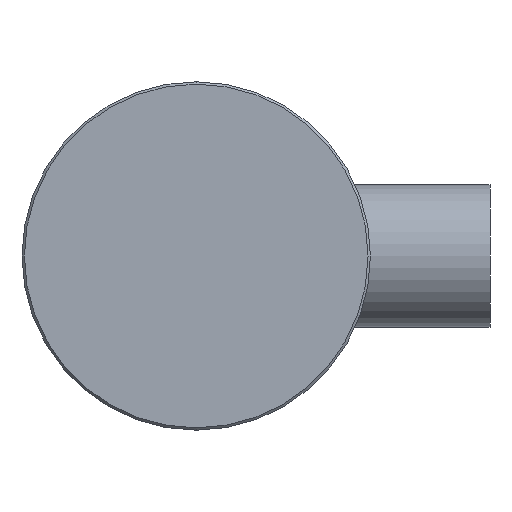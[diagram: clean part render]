
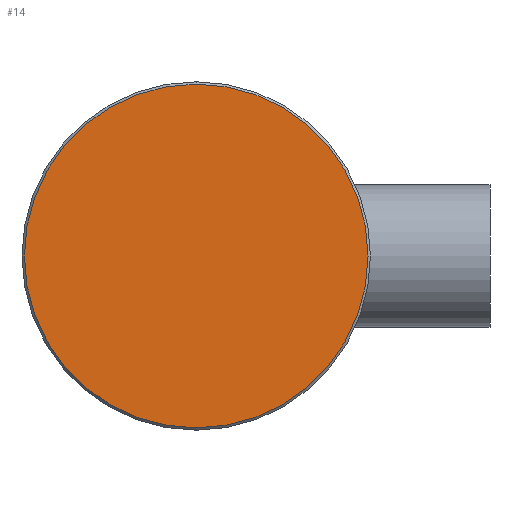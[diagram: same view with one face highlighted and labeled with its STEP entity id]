
A CAD part, left-side view. The second image highlights one B-rep face of the part: STEP entity #14.
In plain terms, the highlighted planar face has unit normal (-1, 0, 0).
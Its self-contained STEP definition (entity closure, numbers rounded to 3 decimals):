
#14 = ADVANCED_FACE ( 'NONE', ( #809 ), #48, .F. ) ;
#48 = PLANE ( 'NONE',  #362 ) ;
#68 = AXIS2_PLACEMENT_3D ( 'NONE', #150, #1009, #783 ) ;
#126 = DIRECTION ( 'NONE',  ( 1., 0., 0. ) ) ;
#150 = CARTESIAN_POINT ( 'NONE',  ( 0., 0., 0. ) ) ;
#224 = CIRCLE ( 'NONE', #265, 21.7 ) ;
#243 = DIRECTION ( 'NONE',  ( -1., 0., 0. ) ) ;
#253 = DIRECTION ( 'NONE',  ( 0., 0., 1. ) ) ;
#256 = EDGE_CURVE ( 'NONE', #546, #499, #224, .T. ) ;
#265 = AXIS2_PLACEMENT_3D ( 'NONE', #972, #243, #253 ) ;
#284 = CARTESIAN_POINT ( 'NONE',  ( 0., 0., -21.7 ) ) ;
#296 = EDGE_LOOP ( 'NONE', ( #436, #955 ) ) ;
#362 = AXIS2_PLACEMENT_3D ( 'NONE', #596, #126, #743 ) ;
#436 = ORIENTED_EDGE ( 'NONE', *, *, #256, .T. ) ;
#486 = CIRCLE ( 'NONE', #68, 21.7 ) ;
#499 = VERTEX_POINT ( 'NONE', #751 ) ;
#546 = VERTEX_POINT ( 'NONE', #284 ) ;
#596 = CARTESIAN_POINT ( 'NONE',  ( 0., 0., 0. ) ) ;
#653 = EDGE_CURVE ( 'NONE', #499, #546, #486, .T. ) ;
#743 = DIRECTION ( 'NONE',  ( 0., 0., -1. ) ) ;
#751 = CARTESIAN_POINT ( 'NONE',  ( 0., 0., 21.7 ) ) ;
#783 = DIRECTION ( 'NONE',  ( 0., 0., 1. ) ) ;
#809 = FACE_OUTER_BOUND ( 'NONE', #296, .T. ) ;
#955 = ORIENTED_EDGE ( 'NONE', *, *, #653, .T. ) ;
#972 = CARTESIAN_POINT ( 'NONE',  ( 0., 0., 0. ) ) ;
#1009 = DIRECTION ( 'NONE',  ( -1., 0., 0. ) ) ;
